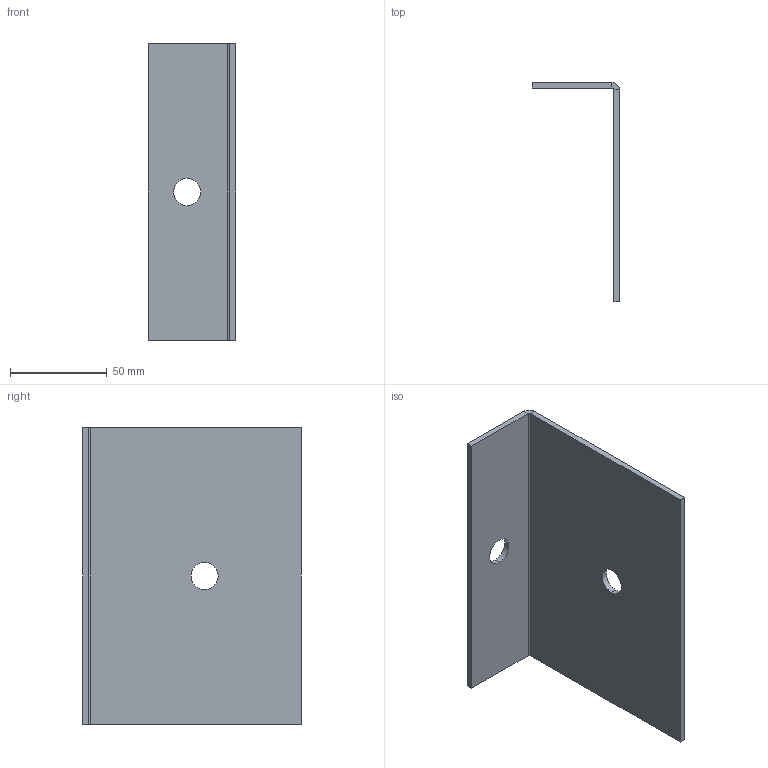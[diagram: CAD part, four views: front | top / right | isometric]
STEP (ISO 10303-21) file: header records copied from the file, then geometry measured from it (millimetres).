
FILE_DESCRIPTION (( 'STEP AP203' ), '1' );
FILE_NAME ('Vaegfaeste_45x113x153_mm.STEP', '2015-08-03T06:16:22', ( '' ), ( '' ), 'SwSTEP 2.0', 'SolidWorks 2013', '' );
FILE_SCHEMA (( 'CONFIG_CONTROL_DESIGN' ));
Length unit declared in the file: millimetre
Products named in the file (1): Vaegfaeste_45x113x153_mm
Bounding box: 45 x 113 x 153 mm (x, y, z)
Volume: 69728.9 mm3; surface area: 48591.4 mm2
Topology: 1 solids, 1 shells, 18 faces, 40 edges, 24 vertices
Faces by surface type: plane 12, cylinder 6
Entity records: 577 total; most frequent: DIRECTION 90, CARTESIAN_POINT 83, ORIENTED_EDGE 80, EDGE_CURVE 40, AXIS2_PLACEMENT_3D 31, VECTOR 28, LINE 28, VERTEX_POINT 24
